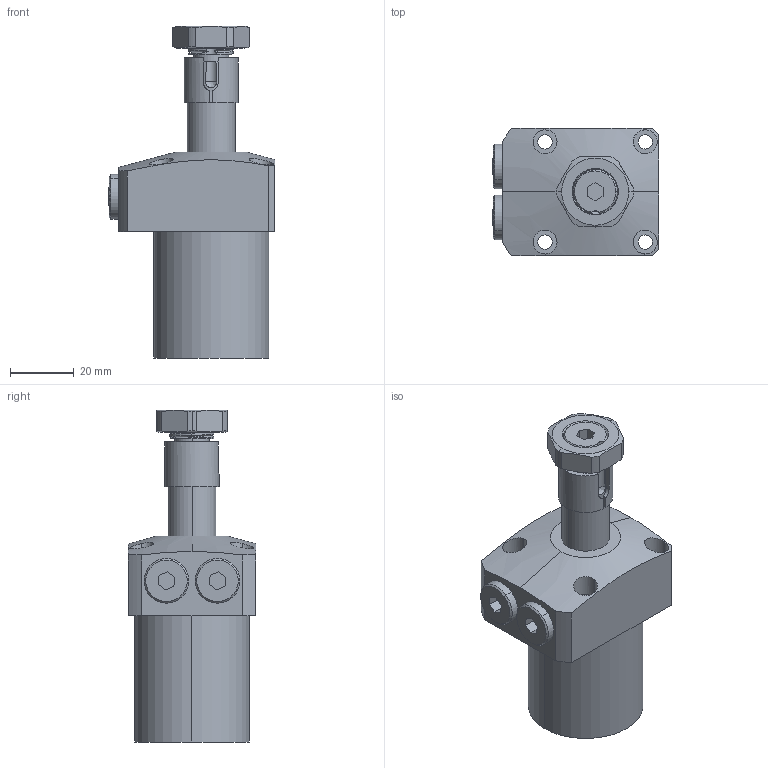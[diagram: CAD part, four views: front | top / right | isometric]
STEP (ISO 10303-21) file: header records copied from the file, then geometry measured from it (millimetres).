
FILE_DESCRIPTION (( 'STEP AP203' ), '1' );
FILE_NAME ('CHA-036SRx90C.STEP', '2019-12-07T02:01:44', ( '' ), ( '' ), 'SwSTEP 2.0', 'SolidWorks 2017', '' );
FILE_SCHEMA (( 'CONFIG_CONTROL_DESIGN' ));
Length unit declared in the file: millimetre
Products named in the file (6): CHA-036活塞杆_1; G1-8黑芛; CHA-036蹟譫; CHA-036S袪杶; CHA-036SRx90C; CHA-036C掛极_1
Assembly tree (6 placements, depth 2):
  CHA-036SRx90C
    G1-8黑芛  x2
    CHA-036S袪杶
    CHA-036C掛极_1
    CHA-036活塞杆_1
    CHA-036蹟譫
Bounding box: 52 x 40 x 104 mm (x, y, z)
Volume: 85081.8 mm3; surface area: 29976.1 mm2
Topology: 6 solids, 7 shells, 242 faces, 625 edges, 412 vertices
Faces by surface type: cylinder 129, plane 66, cone 28, bspline 19
Entity records: 12076 total; most frequent: CARTESIAN_POINT 6875, ORIENTED_EDGE 1038, DIRECTION 855, EDGE_CURVE 519, VERTEX_POINT 343, AXIS2_PLACEMENT_3D 331, EDGE_LOOP 232, ADVANCED_FACE 202
